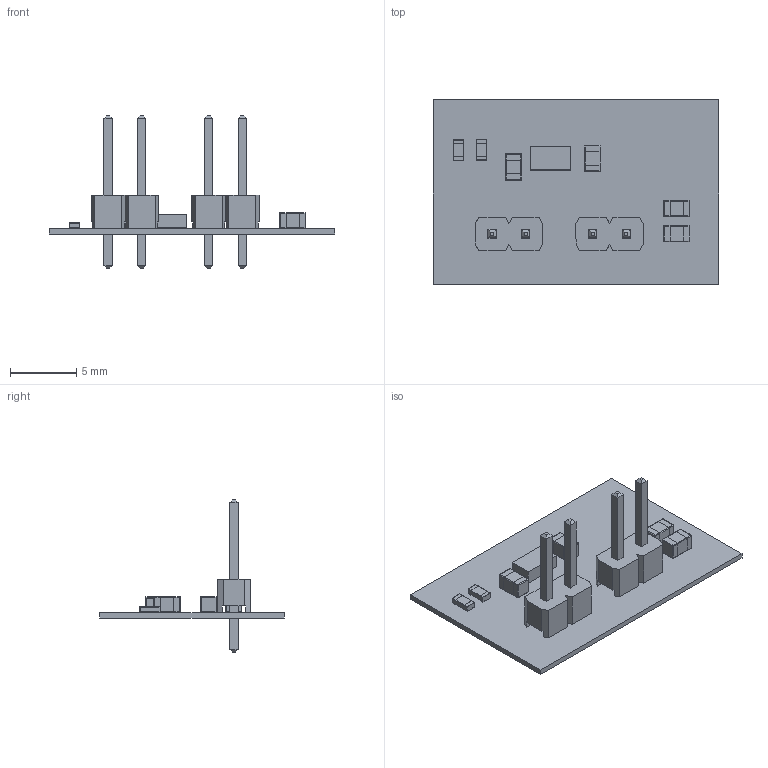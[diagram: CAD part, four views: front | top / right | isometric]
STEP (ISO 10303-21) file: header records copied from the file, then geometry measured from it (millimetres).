
FILE_DESCRIPTION(('Open CASCADE Model'),'2;1');
FILE_NAME('Open CASCADE Shape Model','2020-11-13T18:23:52',('Author'),( 'Open CASCADE'),'Open CASCADE STEP processor 6.8','Open CASCADE 6.8' ,'Unknown');
FILE_SCHEMA(('AUTOMOTIVE_DESIGN { 1 0 10303 214 1 1 1 1 }'));
Length unit declared in the file: millimetre
Products named in the file (40): PCB; Board; Open CASCADE STEP translator 6.8 14.1.1; U1; 6051795152; Extruded; R2; 6051740496; Mid_Body; Terminal; Open_CASCADE_STEP_translator_6.8_16.2.1; Mark; R1; P2; 61300211121_Download_STP_61300211121_rev1; 6130xx11121_PIN; 61300211121; P1; C4; 6051739056; Open_CASCADE_STEP_translator_6.8_4.1.1; Open_CASCADE_STEP_translator_6.8_4.1.2; Open_CASCADE_STEP_translator_6.8_4.2.1; C3; 6051732976; C2; C1; 5943893488
Assembly tree (44 placements, depth 5):
  PCB
    Board
      Open CASCADE STEP translator 6.8 14.1.1
    U1
      6051795152
        Extruded
    R2
      6051740496
        Mid_Body
        Terminal  x2
          Open_CASCADE_STEP_translator_6.8_16.2.1
        Mark
    R1
      6051740496
        Mid_Body
        Terminal  x2
          Open_CASCADE_STEP_translator_6.8_16.2.1
        Mark
    P2
      61300211121_Download_STP_61300211121_rev1
        6130xx11121_PIN  x2
        61300211121
    P1
      61300211121_Download_STP_61300211121_rev1
        6130xx11121_PIN  x2
        61300211121
    C4
      6051739056
        Terminal
          Open_CASCADE_STEP_translator_6.8_4.1.1
          Open_CASCADE_STEP_translator_6.8_4.1.2
        Mid_Body
          Open_CASCADE_STEP_translator_6.8_4.2.1
    C3
      6051732976
        Terminal
          Open_CASCADE_STEP_translator_6.8_4.1.1
          Open_CASCADE_STEP_translator_6.8_4.1.2
        Mid_Body
          Open_CASCADE_STEP_translator_6.8_4.2.1
    C2
      6051732976
        Terminal
          Open_CASCADE_STEP_translator_6.8_4.1.1
          Open_CASCADE_STEP_translator_6.8_4.1.2
        Mid_Body
          Open_CASCADE_STEP_translator_6.8_4.2.1
    C1
      5943893488
        Terminal
          Open_CASCADE_STEP_translator_6.8_4.1.1
          Open_CASCADE_STEP_translator_6.8_4.1.2
        Mid_Body
          Open_CASCADE_STEP_translator_6.8_4.2.1
Bounding box: 21.59 x 13.97 x 11.54 mm (x, y, z)
Volume: 211.4 mm3; surface area: 1014.1 mm2
Topology: 28 solids, 28 shells, 380 faces, 876 edges, 520 vertices
Faces by surface type: plane 268, cylinder 80, sphere 32
Entity records: 7064 total; most frequent: DIRECTION 1124, CARTESIAN_POINT 1033, ORIENTED_EDGE 956, EDGE_CURVE 478, AXIS2_PLACEMENT_3D 383, LINE 358, VECTOR 358, VERTEX_POINT 292
